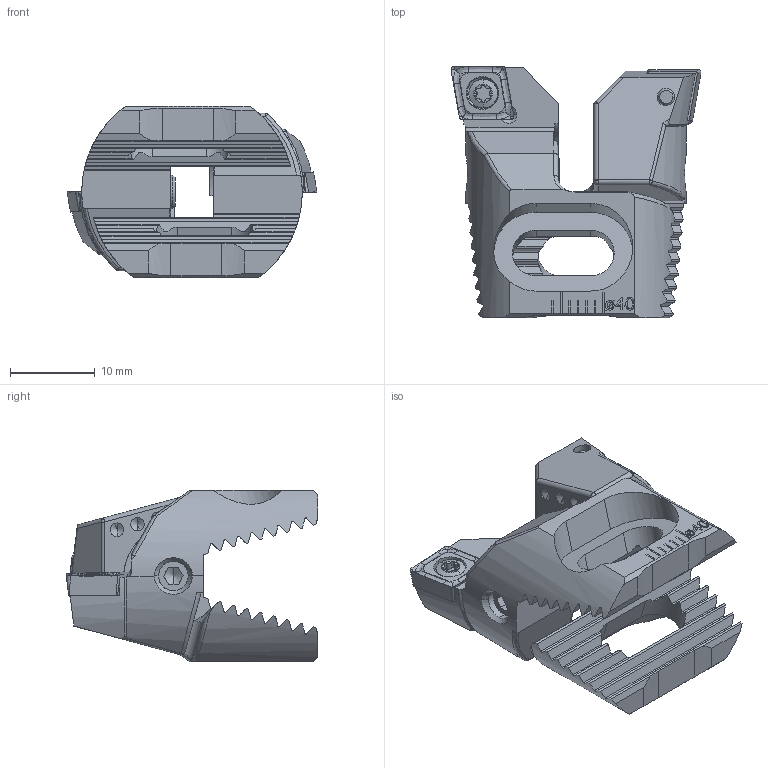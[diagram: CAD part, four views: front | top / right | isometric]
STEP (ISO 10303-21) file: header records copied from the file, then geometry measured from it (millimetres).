
FILE_DESCRIPTION (( 'STEP AP203' ), '1' );
FILE_NAME ('D37.025.031.006.STEP', '2018-03-02T13:14:53', ( 'SWIAdmin' ), ( 'Hewlett-Packard Company' ), 'SwSTEP 2.0', 'SolidWorks 2017', '' );
FILE_SCHEMA (( 'CONFIG_CONTROL_DESIGN' ));
Length unit declared in the file: millimetre
Products named in the file (7): ZC2-xxx.001.016_A; WCA-ER2.001.006_A; ZC2-xxx.001.016_A_versetzt; Z25-ER3.001.010_A; CCMT060204; WCA-ER2.001.006_B; D37.025.031.006
Assembly tree (9 placements, depth 2):
  D37.025.031.006
    ZC2-xxx.001.016_A
    WCA-ER2.001.006_A
    ZC2-xxx.001.016_A_versetzt
    Z25-ER3.001.010_A  x2
    CCMT060204  x2
    WCA-ER2.001.006_B  x2
Bounding box: 29.5 x 29.7 x 20.2 mm (x, y, z)
Volume: 5269.8 mm3; surface area: 4867.8 mm2
Topology: 9 solids, 9 shells, 680 faces, 1791 edges, 1128 vertices
Faces by surface type: plane 313, cylinder 161, bspline 92, cone 76, torus 20, sphere 18
Entity records: 22411 total; most frequent: CARTESIAN_POINT 8399, ORIENTED_EDGE 3088, DIRECTION 2324, EDGE_CURVE 1544, VERTEX_POINT 989, LINE 792, VECTOR 792, AXIS2_PLACEMENT_3D 766
